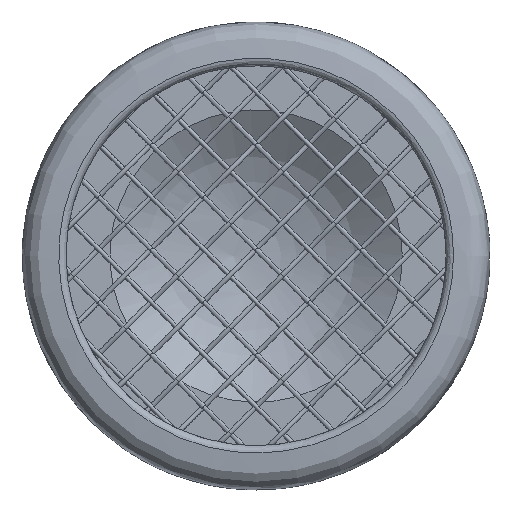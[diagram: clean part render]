
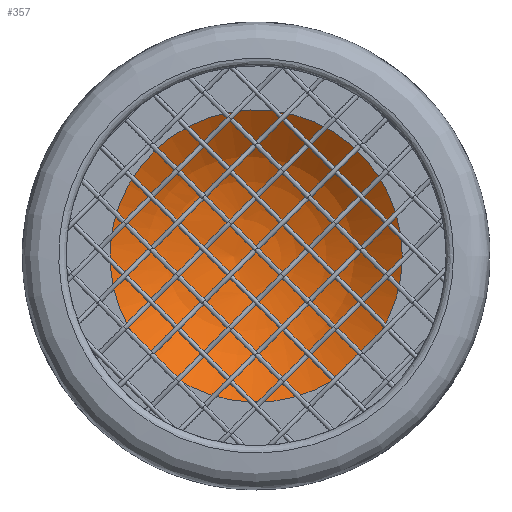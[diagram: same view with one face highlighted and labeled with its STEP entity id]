
A CAD part, top view. The second image highlights one B-rep face of the part: STEP entity #357.
In plain terms, the highlighted free-form (B-spline) face has degree [2, 2] with [9, 5] control points.
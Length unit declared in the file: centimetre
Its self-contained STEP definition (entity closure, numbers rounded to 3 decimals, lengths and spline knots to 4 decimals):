
#357=ADVANCED_FACE('',(#575),#3482,.T.);
#575=FACE_OUTER_BOUND('',#818,.T.);
#818=EDGE_LOOP('',(#1302));
#1302=ORIENTED_EDGE('',*,*,#2161,.F.);
#2161=EDGE_CURVE('',#3286,#3286,#2575,.T.);
#2575=(
BOUNDED_CURVE()
B_SPLINE_CURVE(3,(#8270,#8271,#8272,#8273,#8274,#8275,#8276,#8277,#8278,
#8279,#8280,#8281,#8282,#8283,#8284,#8285,#8286,#8287,#8288,#8289,#8290,
#8291,#8292,#8293,#8294,#8295,#8296,#8297,#8298,#8299,#8300,#8301,#8302,
#8303,#8304,#8305,#8306,#8307,#8308,#8309),.UNSPECIFIED.,.T.,.F.)
B_SPLINE_CURVE_WITH_KNOTS((4,3,3,3,3,3,3,3,3,3,3,3,3,4),(-31.8506,
-29.0667,-25.9164,-25.9134,-22.7667,
-19.98,-17.3369,-14.1597,-13.1392,-9.9894,
-6.8391,-5.8216,-2.6438,0.),
 .UNSPECIFIED.)
CURVE()
GEOMETRIC_REPRESENTATION_ITEM()
RATIONAL_B_SPLINE_CURVE((1.,1.,1.,1.,
1.,1.,1.,1.,1.,
1.,1.,1.,1.,1.,
1.,1.,1.,1.,1.,
1.,1.,1.,1.,1.,
1.,1.,1.,1.,1.,
1.,1.,1.,1.,1.,
1.,1.,1.,1.,1.,
1.))
REPRESENTATION_ITEM('')
);
#3286=VERTEX_POINT('',#8259);
#3482=(
BOUNDED_SURFACE()
B_SPLINE_SURFACE(2,2,((#8213,#8214,#8215,#8216,#8217),(#8218,#8219,#8220,
#8221,#8222),(#8223,#8224,#8225,#8226,#8227),(#8228,#8229,#8230,#8231,#8232),
(#8233,#8234,#8235,#8236,#8237),(#8238,#8239,#8240,#8241,#8242),(#8243,
#8244,#8245,#8246,#8247),(#8248,#8249,#8250,#8251,#8252),(#8253,#8254,#8255,
#8256,#8257)),.UNSPECIFIED.,.T.,.F.,.F.)
B_SPLINE_SURFACE_WITH_KNOTS((3,2,2,2,3),(3,2,3),(0.,12.3981,24.7961,
37.1942,49.5923),(-12.3981,0.,12.3981),
 .UNSPECIFIED.)
GEOMETRIC_REPRESENTATION_ITEM()
RATIONAL_B_SPLINE_SURFACE(((1.,0.707,1.,0.707,1.),
(0.707,0.5,0.707,0.5,0.707),(1.,0.707,
1.,0.707,1.),(0.707,0.5,0.707,0.5,0.707),
(1.,0.707,1.,0.707,1.),(0.707,0.5,0.707,
0.5,0.707),(1.,0.707,1.,0.707,1.),(0.707,
0.5,0.707,0.5,0.707),(1.,0.707,1.,0.707,
1.)))
REPRESENTATION_ITEM('')
SURFACE()
);
#8213=CARTESIAN_POINT('',(0.0032,-7.894,12.1083));
#8214=CARTESIAN_POINT('',(5.0032,-7.8929,6.0011));
#8215=CARTESIAN_POINT('',(5.,0.,6.));
#8216=CARTESIAN_POINT('',(4.9968,7.8929,5.9989));
#8217=CARTESIAN_POINT('',(-0.0032,7.8917,12.106));
#8218=CARTESIAN_POINT('',(0.0032,-7.894,12.1083));
#8219=CARTESIAN_POINT('',(-1.104,-7.896,1.0011));
#8220=CARTESIAN_POINT('',(-1.1071,-0.0032,1.));
#8221=CARTESIAN_POINT('',(-1.1103,7.8897,0.9989));
#8222=CARTESIAN_POINT('',(-0.0032,7.8917,12.106));
#8223=CARTESIAN_POINT('',(0.0032,-7.894,12.1083));
#8224=CARTESIAN_POINT('',(-6.104,-7.8972,7.1083));
#8225=CARTESIAN_POINT('',(-6.1071,-0.0043,7.1071));
#8226=CARTESIAN_POINT('',(-6.1103,7.8885,7.106));
#8227=CARTESIAN_POINT('',(-0.0032,7.8917,12.106));
#8228=CARTESIAN_POINT('',(0.0032,-7.894,12.1083));
#8229=CARTESIAN_POINT('',(-11.104,-7.8983,13.2154));
#8230=CARTESIAN_POINT('',(-11.1071,-0.0055,13.2143));
#8231=CARTESIAN_POINT('',(-11.1103,7.8874,13.2131));
#8232=CARTESIAN_POINT('',(-0.0032,7.8917,12.106));
#8233=CARTESIAN_POINT('',(0.0032,-7.894,12.1083));
#8234=CARTESIAN_POINT('',(-4.9968,-7.8951,18.2154));
#8235=CARTESIAN_POINT('',(-5.,-0.0023,18.2143));
#8236=CARTESIAN_POINT('',(-5.0032,7.8906,18.2131));
#8237=CARTESIAN_POINT('',(-0.0032,7.8917,12.106));
#8238=CARTESIAN_POINT('',(0.0032,-7.894,12.1083));
#8239=CARTESIAN_POINT('',(1.1103,-7.8919,23.2154));
#8240=CARTESIAN_POINT('',(1.1071,0.0009,23.2143));
#8241=CARTESIAN_POINT('',(1.104,7.8938,23.2131));
#8242=CARTESIAN_POINT('',(-0.0032,7.8917,12.106));
#8243=CARTESIAN_POINT('',(0.0032,-7.894,12.1083));
#8244=CARTESIAN_POINT('',(6.1103,-7.8908,17.1083));
#8245=CARTESIAN_POINT('',(6.1071,0.002,17.1071));
#8246=CARTESIAN_POINT('',(6.104,7.8949,17.106));
#8247=CARTESIAN_POINT('',(-0.0032,7.8917,12.106));
#8248=CARTESIAN_POINT('',(0.0032,-7.894,12.1083));
#8249=CARTESIAN_POINT('',(11.1103,-7.8897,11.0011));
#8250=CARTESIAN_POINT('',(11.1071,0.0032,11.));
#8251=CARTESIAN_POINT('',(11.104,7.896,10.9989));
#8252=CARTESIAN_POINT('',(-0.0032,7.8917,12.106));
#8253=CARTESIAN_POINT('',(0.0032,-7.894,12.1083));
#8254=CARTESIAN_POINT('',(5.0032,-7.8929,6.0011));
#8255=CARTESIAN_POINT('',(5.,0.,6.));
#8256=CARTESIAN_POINT('',(4.9968,7.8929,5.9989));
#8257=CARTESIAN_POINT('',(-0.0032,7.8917,12.106));
#8259=CARTESIAN_POINT('',(1.9522,-4.6043,6.));
#8270=CARTESIAN_POINT('',(1.9522,-4.6043,6.));
#8271=CARTESIAN_POINT('',(2.8012,-4.2442,6.));
#8272=CARTESIAN_POINT('',(3.5341,-3.6563,6.));
#8273=CARTESIAN_POINT('',(4.0698,-2.9057,6.));
#8274=CARTESIAN_POINT('',(4.675,-2.0577,6.));
#8275=CARTESIAN_POINT('',(5.0002,-1.0418,6.));
#8276=CARTESIAN_POINT('',(5.,0.,6.));
#8277=CARTESIAN_POINT('',(5.,0.001,6.));
#8278=CARTESIAN_POINT('',(5.,0.002,6.));
#8279=CARTESIAN_POINT('',(5.,0.0029,6.));
#8280=CARTESIAN_POINT('',(4.9991,1.0436,6.));
#8281=CARTESIAN_POINT('',(4.6736,2.0581,6.));
#8282=CARTESIAN_POINT('',(4.0687,2.9049,6.));
#8283=CARTESIAN_POINT('',(3.5322,3.6561,6.));
#8284=CARTESIAN_POINT('',(2.7982,4.2441,6.));
#8285=CARTESIAN_POINT('',(1.9481,4.6037,6.));
#8286=CARTESIAN_POINT('',(1.1412,4.9451,6.));
#8287=CARTESIAN_POINT('',(0.2588,5.0684,6.));
#8288=CARTESIAN_POINT('',(-0.6107,4.9614,6.));
#8289=CARTESIAN_POINT('',(-1.6534,4.8331,6.));
#8290=CARTESIAN_POINT('',(-2.6292,4.3796,6.));
#8291=CARTESIAN_POINT('',(-3.3996,3.6653,6.));
#8292=CARTESIAN_POINT('',(-3.6488,3.4343,6.));
#8293=CARTESIAN_POINT('',(-3.8738,3.1784,6.));
#8294=CARTESIAN_POINT('',(-4.0711,2.9017,6.));
#8295=CARTESIAN_POINT('',(-4.6758,2.0535,6.));
#8296=CARTESIAN_POINT('',(-5.0006,1.0376,6.));
#8297=CARTESIAN_POINT('',(-5.,-0.004,6.));
#8298=CARTESIAN_POINT('',(-4.9994,-1.0459,6.));
#8299=CARTESIAN_POINT('',(-4.6734,-2.0615,6.));
#8300=CARTESIAN_POINT('',(-4.0675,-2.909,6.));
#8301=CARTESIAN_POINT('',(-3.8704,-3.1846,6.));
#8302=CARTESIAN_POINT('',(-3.6458,-3.4396,6.));
#8303=CARTESIAN_POINT('',(-3.3972,-3.6698,6.));
#8304=CARTESIAN_POINT('',(-2.6262,-4.3838,6.));
#8305=CARTESIAN_POINT('',(-1.6498,-4.8366,6.));
#8306=CARTESIAN_POINT('',(-0.6068,-4.9642,6.));
#8307=CARTESIAN_POINT('',(0.263,-5.0705,6.));
#8308=CARTESIAN_POINT('',(1.1455,-4.9464,6.));
#8309=CARTESIAN_POINT('',(1.9522,-4.6043,6.));
